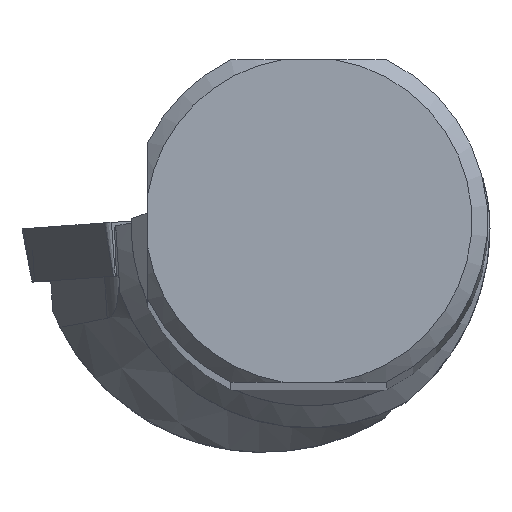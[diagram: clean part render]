
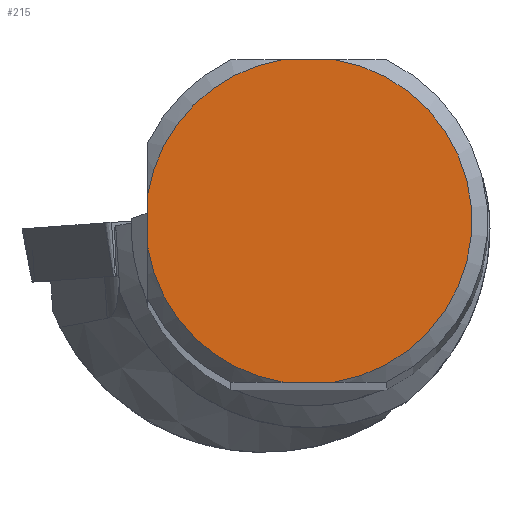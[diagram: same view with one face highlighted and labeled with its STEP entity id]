
A CAD part, top view. The second image highlights one B-rep face of the part: STEP entity #215.
In plain terms, the highlighted planar face has unit normal (0, 0, 1).
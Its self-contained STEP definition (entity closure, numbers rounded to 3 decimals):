
#164=FACE_OUTER_BOUND('',#427,.T.);
#215=ADVANCED_FACE('',(#164),#247,.T.);
#247=PLANE('',#1165);
#298=LINE('',#1957,#351);
#299=LINE('',#1958,#352);
#300=LINE('',#1962,#353);
#351=VECTOR('',#1394,1.);
#352=VECTOR('',#1395,1.);
#353=VECTOR('',#1398,1.);
#427=EDGE_LOOP('',(#619,#620,#621,#622,#623,#624));
#619=ORIENTED_EDGE('',*,*,#928,.F.);
#620=ORIENTED_EDGE('',*,*,#916,.T.);
#621=ORIENTED_EDGE('',*,*,#929,.F.);
#622=ORIENTED_EDGE('',*,*,#930,.T.);
#623=ORIENTED_EDGE('',*,*,#931,.F.);
#624=ORIENTED_EDGE('',*,*,#918,.T.);
#801=VERTEX_POINT('',#1915);
#803=VERTEX_POINT('',#1922);
#804=VERTEX_POINT('',#1929);
#805=VERTEX_POINT('',#1931);
#809=VERTEX_POINT('',#1959);
#810=VERTEX_POINT('',#1961);
#916=EDGE_CURVE('',#801,#803,#980,.T.);
#918=EDGE_CURVE('',#805,#804,#981,.T.);
#928=EDGE_CURVE('',#801,#804,#298,.T.);
#929=EDGE_CURVE('',#809,#803,#299,.T.);
#930=EDGE_CURVE('',#809,#810,#984,.T.);
#931=EDGE_CURVE('',#805,#810,#300,.T.);
#980=CIRCLE('',#1153,7.23);
#981=CIRCLE('',#1155,7.23);
#984=CIRCLE('',#1164,7.23);
#1153=AXIS2_PLACEMENT_3D('',#1923,#1370,#1371);
#1155=AXIS2_PLACEMENT_3D('',#1930,#1374,#1375);
#1164=AXIS2_PLACEMENT_3D('',#1960,#1396,#1397);
#1165=AXIS2_PLACEMENT_3D('',#1963,#1399,#1400);
#1370=DIRECTION('',(0.,0.,1.));
#1371=DIRECTION('',(1.,0.,0.));
#1374=DIRECTION('',(0.,0.,1.));
#1375=DIRECTION('',(1.,0.,0.));
#1394=DIRECTION('',(-1.,0.,0.));
#1395=DIRECTION('',(1.,0.,0.));
#1396=DIRECTION('',(0.,0.,1.));
#1397=DIRECTION('',(1.,0.,0.));
#1398=DIRECTION('',(0.,1.,0.));
#1399=DIRECTION('',(0.,0.,1.));
#1400=DIRECTION('',(1.,0.,0.));
#1915=CARTESIAN_POINT('',(1.137,-7.14,0.));
#1922=CARTESIAN_POINT('',(1.137,7.14,0.));
#1923=CARTESIAN_POINT('',(0.,0.,0.));
#1929=CARTESIAN_POINT('',(-1.137,-7.14,0.));
#1930=CARTESIAN_POINT('',(0.,0.,0.));
#1931=CARTESIAN_POINT('',(-7.13,-1.198,0.));
#1957=CARTESIAN_POINT('',(0.,-7.14,0.));
#1958=CARTESIAN_POINT('',(0.,7.14,0.));
#1959=CARTESIAN_POINT('',(-1.137,7.14,0.));
#1960=CARTESIAN_POINT('',(0.,0.,0.));
#1961=CARTESIAN_POINT('',(-7.13,1.198,0.));
#1962=CARTESIAN_POINT('',(-7.13,0.,0.));
#1963=CARTESIAN_POINT('',(0.,0.,
0.));
